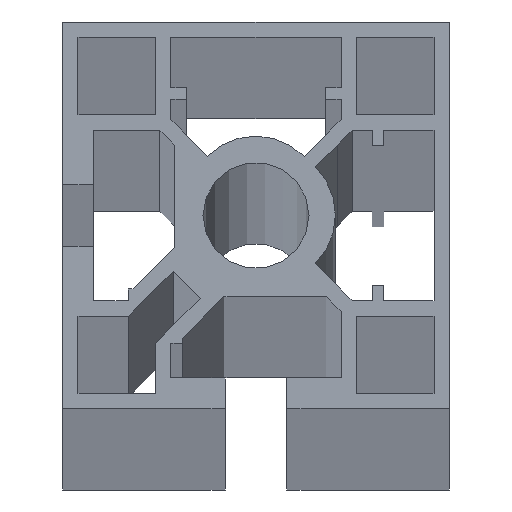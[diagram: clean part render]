
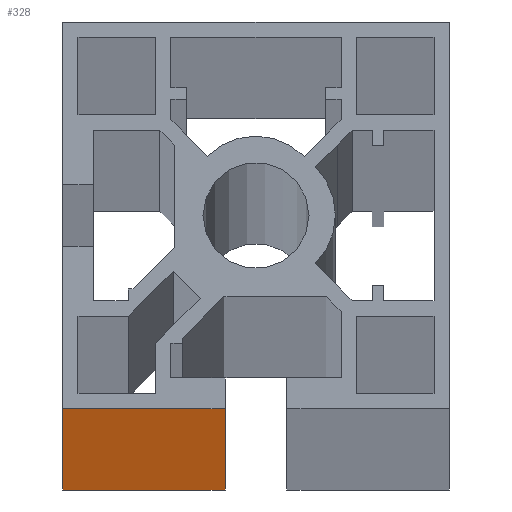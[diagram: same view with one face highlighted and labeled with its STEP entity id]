
A CAD part, top view. The second image highlights one B-rep face of the part: STEP entity #328.
In plain terms, the highlighted planar face has unit normal (0, -1, 0).
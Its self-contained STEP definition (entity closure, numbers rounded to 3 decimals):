
#328 = ADVANCED_FACE ( 'NONE', ( #1995 ), #429, .T. ) ;
#429 = PLANE ( 'NONE',  #1343 ) ;
#443 = DIRECTION ( 'NONE',  ( 0., 0., -1. ) ) ;
#444 = DIRECTION ( 'NONE',  ( 0., -1., 0. ) ) ;
#445 = CARTESIAN_POINT ( 'NONE',  ( -25., -25., 0. ) ) ;
#973 = CARTESIAN_POINT ( 'NONE',  ( -4., -25., 0. ) ) ;
#974 = CARTESIAN_POINT ( 'NONE',  ( -4., -25., -6000. ) ) ;
#975 = CARTESIAN_POINT ( 'NONE',  ( -25., -25., 0. ) ) ;
#977 = CARTESIAN_POINT ( 'NONE',  ( -25., -25., -6000. ) ) ;
#1086 = CARTESIAN_POINT ( 'NONE',  ( -25., -25., -3000. ) ) ;
#1087 = DIRECTION ( 'NONE',  ( 0., 0., -1. ) ) ;
#1096 = CARTESIAN_POINT ( 'NONE',  ( 0., -25., 0. ) ) ;
#1097 = DIRECTION ( 'NONE',  ( 1., 0., 0. ) ) ;
#1098 = CARTESIAN_POINT ( 'NONE',  ( -4., -25., -3000. ) ) ;
#1099 = DIRECTION ( 'NONE',  ( 0., 0., -1. ) ) ;
#1100 = CARTESIAN_POINT ( 'NONE',  ( 0., -25., -6000. ) ) ;
#1101 = DIRECTION ( 'NONE',  ( 1., 0., 0. ) ) ;
#1130 = VERTEX_POINT ( 'NONE', #973 ) ;
#1131 = VERTEX_POINT ( 'NONE', #974 ) ;
#1132 = VERTEX_POINT ( 'NONE', #975 ) ;
#1134 = VERTEX_POINT ( 'NONE', #977 ) ;
#1343 = AXIS2_PLACEMENT_3D ( 'NONE', #445, #444, #443 ) ;
#1441 = EDGE_CURVE ( 'NONE', #1132, #1134, #1817, .T. ) ;
#1446 = EDGE_CURVE ( 'NONE', #1132, #1130, #1807, .T. ) ;
#1447 = EDGE_CURVE ( 'NONE', #1130, #1131, #1805, .T. ) ;
#1448 = EDGE_CURVE ( 'NONE', #1134, #1131, #1803, .T. ) ;
#1802 = VECTOR ( 'NONE', #1101, 1000. ) ;
#1803 = LINE ( 'NONE', #1100, #1802 ) ;
#1804 = VECTOR ( 'NONE', #1099, 1000. ) ;
#1805 = LINE ( 'NONE', #1098, #1804 ) ;
#1806 = VECTOR ( 'NONE', #1097, 1000. ) ;
#1807 = LINE ( 'NONE', #1096, #1806 ) ;
#1816 = VECTOR ( 'NONE', #1087, 1000. ) ;
#1817 = LINE ( 'NONE', #1086, #1816 ) ;
#1995 = FACE_OUTER_BOUND ( 'NONE', #2624, .T. ) ;
#2073 = ORIENTED_EDGE ( 'NONE', *, *, #1441, .T. ) ;
#2080 = ORIENTED_EDGE ( 'NONE', *, *, #1446, .F. ) ;
#2624 = EDGE_LOOP ( 'NONE', ( #2809, #2808, #2080, #2073 ) ) ;
#2808 = ORIENTED_EDGE ( 'NONE', *, *, #1447, .F. ) ;
#2809 = ORIENTED_EDGE ( 'NONE', *, *, #1448, .T. ) ;
